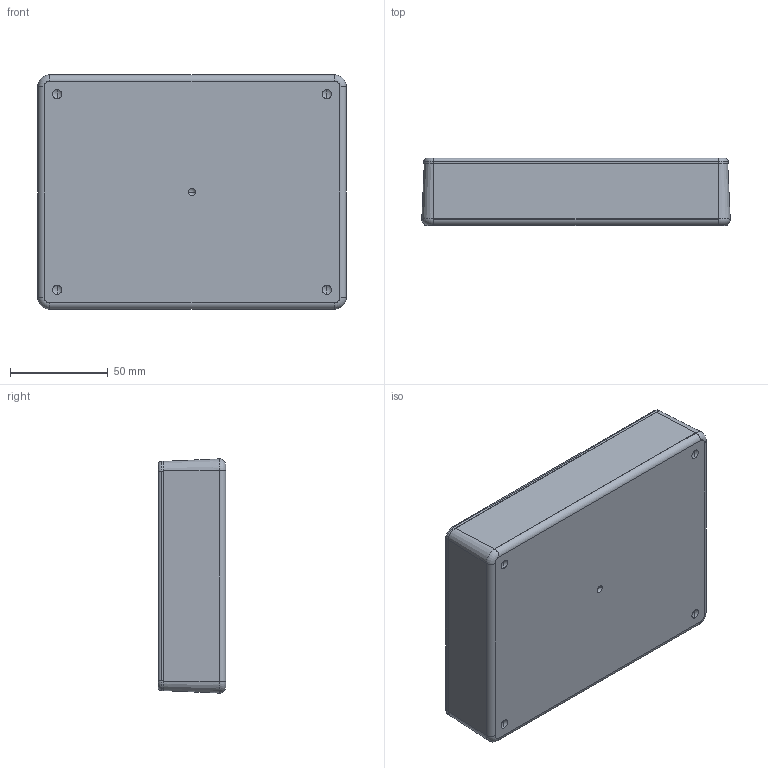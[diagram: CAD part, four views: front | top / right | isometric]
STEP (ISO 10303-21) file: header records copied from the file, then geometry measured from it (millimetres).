
FILE_DESCRIPTION (( 'STEP AP214' ), '1' );
FILE_NAME ('DC-45PMBYT_ASS''Y.STEP', '2010-08-23T12:11:59', ( '' ), ( '' ), 'SwSTEP 2.0', 'SolidWorks 2010', '' );
FILE_SCHEMA (( 'AUTOMOTIVE_DESIGN' ));
Length unit declared in the file: inch
Products named in the file (4): DC-45B_DC-45BPMBY; DC-46C_DC-46C-T; SCREWS-DC-BR; DC-45PMBYT_ASS''Y
Assembly tree (6 placements, depth 2):
  DC-45PMBYT_ASS''Y
    DC-46C_DC-46C-T
    SCREWS-DC-BR  x4
    DC-45B_DC-45BPMBY
Bounding box: 157.85 x 34.47 x 119.88 mm (x, y, z)
Volume: 158132.7 mm3; surface area: 113725 mm2
Topology: 10 solids, 10 shells, 450 faces, 1066 edges, 686 vertices
Faces by surface type: plane 174, cylinder 160, cone 80, torus 16, sphere 12, bspline 8
Entity records: 11805 total; most frequent: CARTESIAN_POINT 2059, DIRECTION 1954, ORIENTED_EDGE 1700, EDGE_CURVE 850, AXIS2_PLACEMENT_3D 787, VERTEX_POINT 548, EDGE_LOOP 432, CIRCLE 414
